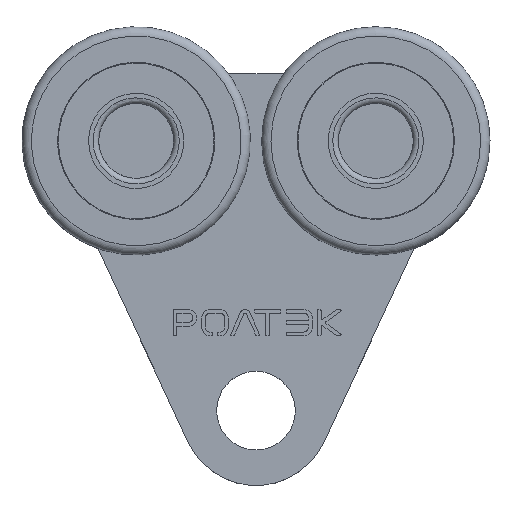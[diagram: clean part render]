
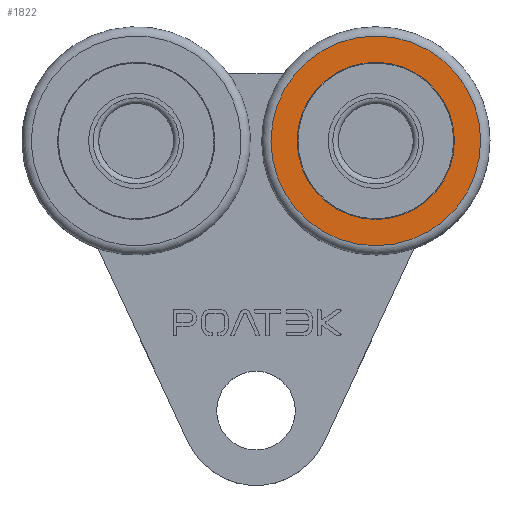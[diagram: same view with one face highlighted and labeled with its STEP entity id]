
A CAD part, top view. The second image highlights one B-rep face of the part: STEP entity #1822.
In plain terms, the highlighted planar face has unit normal (0, 0, 1).
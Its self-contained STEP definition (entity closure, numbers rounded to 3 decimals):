
#1822=ADVANCED_FACE('',(#3618,#3620),#3622,.F.);
#3618=FACE_BOUND('',#3619,.T.);
#3619=EDGE_LOOP('',(#4759));
#3620=FACE_BOUND('',#3621,.T.);
#3621=EDGE_LOOP('',(#4760));
#3622=PLANE('',#3623);
#3623=AXIS2_PLACEMENT_3D('',#3624,#3625,#3626);
#3624=CARTESIAN_POINT('',(32.,42.,32.));
#3625=DIRECTION('',(0.,0.,-1.));
#3626=DIRECTION('',(0.867,-0.498,0.));
#4759=ORIENTED_EDGE('',*,*,#5259,.F.);
#4760=ORIENTED_EDGE('',*,*,#5262,.T.);
#5259=EDGE_CURVE('',#6044,#6044,#6045,.T.);
#5262=EDGE_CURVE('',#6050,#6050,#6051,.T.);
#6044=VERTEX_POINT('',#7927);
#6045=CIRCLE('',#7928,28.);
#6050=VERTEX_POINT('',#7942);
#6051=CIRCLE('',#7943,21.);
#7927=CARTESIAN_POINT('',(56.288,28.068,32.));
#7928=AXIS2_PLACEMENT_3D('',#7929,#7930,#7931);
#7929=CARTESIAN_POINT('',(32.,42.,32.));
#7930=DIRECTION('',(0.,0.,-1.));
#7931=DIRECTION('',(0.867,-0.498,0.));
#7942=CARTESIAN_POINT('',(50.216,31.551,32.));
#7943=AXIS2_PLACEMENT_3D('',#7944,#7945,#7946);
#7944=CARTESIAN_POINT('',(32.,42.,32.));
#7945=DIRECTION('',(0.,0.,-1.));
#7946=DIRECTION('',(0.867,-0.498,0.));
